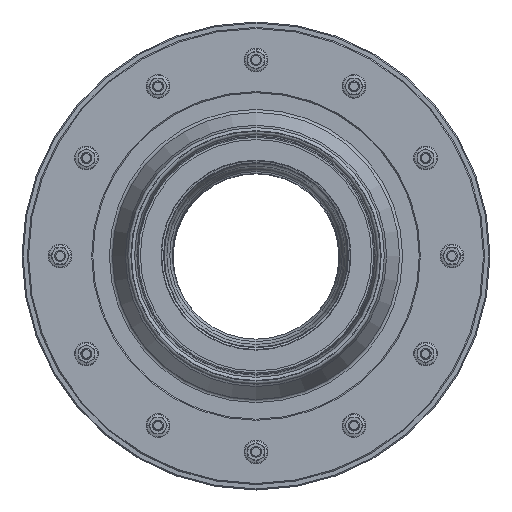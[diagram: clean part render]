
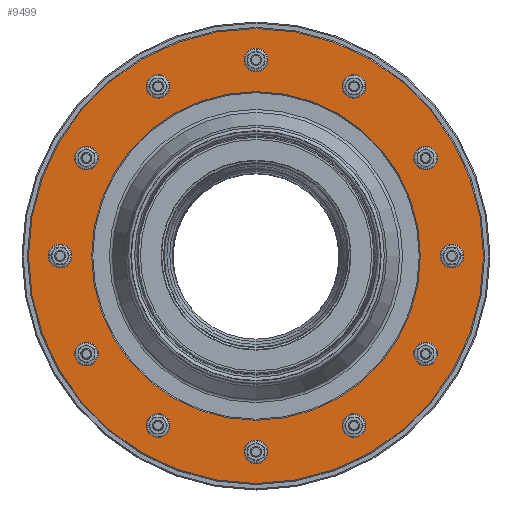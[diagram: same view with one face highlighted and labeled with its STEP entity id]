
A CAD part, top view. The second image highlights one B-rep face of the part: STEP entity #9499.
In plain terms, the highlighted planar face has unit normal (0, 0, 1).
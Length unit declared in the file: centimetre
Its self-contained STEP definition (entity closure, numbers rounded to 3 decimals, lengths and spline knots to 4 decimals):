
#279=FACE_BOUND('',#3089,.T.);
#280=FACE_BOUND('',#3090,.T.);
#281=FACE_BOUND('',#3091,.T.);
#282=FACE_BOUND('',#3092,.T.);
#283=FACE_BOUND('',#3093,.T.);
#284=FACE_BOUND('',#3094,.T.);
#285=FACE_BOUND('',#3095,.T.);
#286=FACE_BOUND('',#3096,.T.);
#287=FACE_BOUND('',#3097,.T.);
#288=FACE_BOUND('',#3098,.T.);
#289=FACE_BOUND('',#3099,.T.);
#290=FACE_BOUND('',#3100,.T.);
#291=FACE_BOUND('',#3101,.T.);
#358=PLANE('',#10685);
#2394=FACE_OUTER_BOUND('',#3088,.T.);
#3088=EDGE_LOOP('',(#7909));
#3089=EDGE_LOOP('',(#7910));
#3090=EDGE_LOOP('',(#7911));
#3091=EDGE_LOOP('',(#7912));
#3092=EDGE_LOOP('',(#7913));
#3093=EDGE_LOOP('',(#7914));
#3094=EDGE_LOOP('',(#7915));
#3095=EDGE_LOOP('',(#7916));
#3096=EDGE_LOOP('',(#7917));
#3097=EDGE_LOOP('',(#7918));
#3098=EDGE_LOOP('',(#7919));
#3099=EDGE_LOOP('',(#7920));
#3100=EDGE_LOOP('',(#7921));
#3101=EDGE_LOOP('',(#7922));
#3856=CIRCLE('',#10684,151.);
#3857=CIRCLE('',#10686,209.);
#3858=CIRCLE('',#10687,7.);
#3859=CIRCLE('',#10688,7.);
#3860=CIRCLE('',#10689,7.);
#3861=CIRCLE('',#10690,7.);
#3862=CIRCLE('',#10691,7.);
#3863=CIRCLE('',#10692,7.);
#3864=CIRCLE('',#10693,7.);
#3865=CIRCLE('',#10694,7.);
#3866=CIRCLE('',#10695,7.);
#3867=CIRCLE('',#10696,7.);
#3868=CIRCLE('',#10697,7.);
#3869=CIRCLE('',#10698,7.);
#4511=VERTEX_POINT('',#16027);
#4512=VERTEX_POINT('',#16031);
#4513=VERTEX_POINT('',#16033);
#4514=VERTEX_POINT('',#16035);
#4515=VERTEX_POINT('',#16037);
#4516=VERTEX_POINT('',#16039);
#4517=VERTEX_POINT('',#16041);
#4518=VERTEX_POINT('',#16043);
#4519=VERTEX_POINT('',#16045);
#4520=VERTEX_POINT('',#16047);
#4521=VERTEX_POINT('',#16049);
#4522=VERTEX_POINT('',#16051);
#4523=VERTEX_POINT('',#16053);
#4524=VERTEX_POINT('',#16055);
#5687=EDGE_CURVE('',#4511,#4511,#3856,.T.);
#5689=EDGE_CURVE('',#4512,#4512,#3857,.T.);
#5690=EDGE_CURVE('',#4513,#4513,#3858,.T.);
#5691=EDGE_CURVE('',#4514,#4514,#3859,.T.);
#5692=EDGE_CURVE('',#4515,#4515,#3860,.T.);
#5693=EDGE_CURVE('',#4516,#4516,#3861,.T.);
#5694=EDGE_CURVE('',#4517,#4517,#3862,.T.);
#5695=EDGE_CURVE('',#4518,#4518,#3863,.T.);
#5696=EDGE_CURVE('',#4519,#4519,#3864,.T.);
#5697=EDGE_CURVE('',#4520,#4520,#3865,.T.);
#5698=EDGE_CURVE('',#4521,#4521,#3866,.T.);
#5699=EDGE_CURVE('',#4522,#4522,#3867,.T.);
#5700=EDGE_CURVE('',#4523,#4523,#3868,.T.);
#5701=EDGE_CURVE('',#4524,#4524,#3869,.T.);
#7909=ORIENTED_EDGE('',*,*,#5689,.F.);
#7910=ORIENTED_EDGE('',*,*,#5690,.T.);
#7911=ORIENTED_EDGE('',*,*,#5691,.T.);
#7912=ORIENTED_EDGE('',*,*,#5692,.T.);
#7913=ORIENTED_EDGE('',*,*,#5693,.T.);
#7914=ORIENTED_EDGE('',*,*,#5694,.T.);
#7915=ORIENTED_EDGE('',*,*,#5695,.T.);
#7916=ORIENTED_EDGE('',*,*,#5696,.T.);
#7917=ORIENTED_EDGE('',*,*,#5697,.T.);
#7918=ORIENTED_EDGE('',*,*,#5698,.T.);
#7919=ORIENTED_EDGE('',*,*,#5699,.T.);
#7920=ORIENTED_EDGE('',*,*,#5700,.T.);
#7921=ORIENTED_EDGE('',*,*,#5701,.T.);
#7922=ORIENTED_EDGE('',*,*,#5687,.F.);
#9499=ADVANCED_FACE('',(#2394,#279,#280,#281,#282,#283,#284,#285,#286,#287,
#288,#289,#290,#291),#358,.T.);
#10684=AXIS2_PLACEMENT_3D('',#16028,#13292,#13293);
#10685=AXIS2_PLACEMENT_3D('',#16030,#13295,#13296);
#10686=AXIS2_PLACEMENT_3D('',#16032,#13297,#13298);
#10687=AXIS2_PLACEMENT_3D('',#16034,#13299,#13300);
#10688=AXIS2_PLACEMENT_3D('',#16036,#13301,#13302);
#10689=AXIS2_PLACEMENT_3D('',#16038,#13303,#13304);
#10690=AXIS2_PLACEMENT_3D('',#16040,#13305,#13306);
#10691=AXIS2_PLACEMENT_3D('',#16042,#13307,#13308);
#10692=AXIS2_PLACEMENT_3D('',#16044,#13309,#13310);
#10693=AXIS2_PLACEMENT_3D('',#16046,#13311,#13312);
#10694=AXIS2_PLACEMENT_3D('',#16048,#13313,#13314);
#10695=AXIS2_PLACEMENT_3D('',#16050,#13315,#13316);
#10696=AXIS2_PLACEMENT_3D('',#16052,#13317,#13318);
#10697=AXIS2_PLACEMENT_3D('',#16054,#13319,#13320);
#10698=AXIS2_PLACEMENT_3D('',#16056,#13321,#13322);
#13292=DIRECTION('center_axis',(0.,0.,1.));
#13293=DIRECTION('ref_axis',(-1.,0.,0.));
#13295=DIRECTION('center_axis',(0.,0.,1.));
#13296=DIRECTION('ref_axis',(1.,0.,0.));
#13297=DIRECTION('center_axis',(0.,0.,-1.));
#13298=DIRECTION('ref_axis',(1.,0.,0.));
#13299=DIRECTION('center_axis',(0.,0.,-1.));
#13300=DIRECTION('ref_axis',(-1.,0.,0.));
#13301=DIRECTION('center_axis',(0.,0.,-1.));
#13302=DIRECTION('ref_axis',(-1.,0.,0.));
#13303=DIRECTION('center_axis',(0.,0.,-1.));
#13304=DIRECTION('ref_axis',(-1.,0.,0.));
#13305=DIRECTION('center_axis',(0.,0.,-1.));
#13306=DIRECTION('ref_axis',(-1.,0.,0.));
#13307=DIRECTION('center_axis',(0.,0.,-1.));
#13308=DIRECTION('ref_axis',(-1.,0.,0.));
#13309=DIRECTION('center_axis',(0.,0.,-1.));
#13310=DIRECTION('ref_axis',(-1.,0.,0.));
#13311=DIRECTION('center_axis',(0.,0.,-1.));
#13312=DIRECTION('ref_axis',(1.,0.,0.));
#13313=DIRECTION('center_axis',(0.,0.,-1.));
#13314=DIRECTION('ref_axis',(1.,0.,0.));
#13315=DIRECTION('center_axis',(0.,0.,-1.));
#13316=DIRECTION('ref_axis',(1.,0.,0.));
#13317=DIRECTION('center_axis',(0.,0.,-1.));
#13318=DIRECTION('ref_axis',(1.,0.,0.));
#13319=DIRECTION('center_axis',(0.,0.,-1.));
#13320=DIRECTION('ref_axis',(1.,0.,0.));
#13321=DIRECTION('center_axis',(0.,0.,-1.));
#13322=DIRECTION('ref_axis',(-1.,0.,0.));
#16027=CARTESIAN_POINT('',(1209.5533,55.4195,-2.009));
#16028=CARTESIAN_POINT('Origin',(1058.5533,55.4195,-2.009));
#16030=CARTESIAN_POINT('Origin',(1058.5533,55.4195,-2.009));
#16031=CARTESIAN_POINT('',(849.5533,55.4195,-2.009));
#16032=CARTESIAN_POINT('Origin',(1058.5533,55.4195,-2.009));
#16033=CARTESIAN_POINT('',(909.6687,145.4195,-2.009));
#16034=CARTESIAN_POINT('Origin',(902.6687,145.4195,-2.009));
#16035=CARTESIAN_POINT('',(975.5533,211.304,-2.009));
#16036=CARTESIAN_POINT('Origin',(968.5533,211.304,-2.009));
#16037=CARTESIAN_POINT('',(1065.5533,235.4195,-2.009));
#16038=CARTESIAN_POINT('Origin',(1058.5533,235.4195,-2.009));
#16039=CARTESIAN_POINT('',(1155.5533,211.304,-2.009));
#16040=CARTESIAN_POINT('Origin',(1148.5533,211.304,-2.009));
#16041=CARTESIAN_POINT('',(1221.4379,145.4195,-2.009));
#16042=CARTESIAN_POINT('Origin',(1214.4379,145.4195,-2.009));
#16043=CARTESIAN_POINT('',(1245.5533,55.4195,-2.009));
#16044=CARTESIAN_POINT('Origin',(1238.5533,55.4195,-2.009));
#16045=CARTESIAN_POINT('',(1207.4379,-34.5805,-2.009));
#16046=CARTESIAN_POINT('Origin',(1214.4379,-34.5805,-2.009));
#16047=CARTESIAN_POINT('',(1141.5533,-100.4651,-2.009));
#16048=CARTESIAN_POINT('Origin',(1148.5533,-100.4651,-2.009));
#16049=CARTESIAN_POINT('',(1051.5533,-124.5805,-2.009));
#16050=CARTESIAN_POINT('Origin',(1058.5533,-124.5805,-2.009));
#16051=CARTESIAN_POINT('',(961.5533,-100.4651,-2.009));
#16052=CARTESIAN_POINT('Origin',(968.5533,-100.4651,-2.009));
#16053=CARTESIAN_POINT('',(895.6687,-34.5805,-2.009));
#16054=CARTESIAN_POINT('Origin',(902.6687,-34.5805,-2.009));
#16055=CARTESIAN_POINT('',(885.5533,55.4195,-2.009));
#16056=CARTESIAN_POINT('Origin',(878.5533,55.4195,-2.009));
